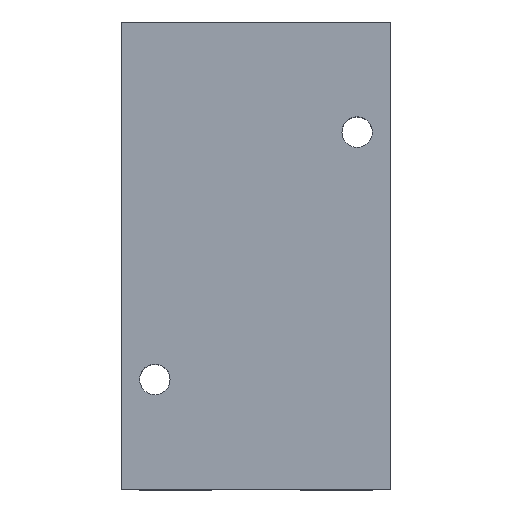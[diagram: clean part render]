
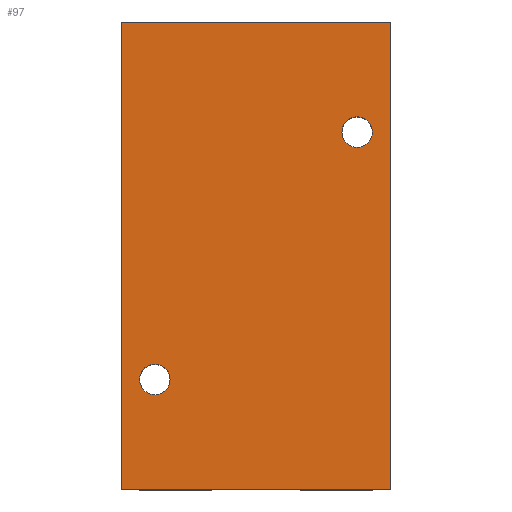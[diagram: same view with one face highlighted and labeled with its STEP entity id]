
A CAD part, top view. The second image highlights one B-rep face of the part: STEP entity #97.
In plain terms, the highlighted planar face has unit normal (0, 0, 1).
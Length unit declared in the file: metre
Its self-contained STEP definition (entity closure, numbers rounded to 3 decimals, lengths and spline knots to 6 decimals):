
#97 = ADVANCED_FACE( '', ( #212, #213, #214 ), #215, .T. );
#212 = FACE_BOUND( '', #345, .T. );
#213 = FACE_OUTER_BOUND( '', #346, .T. );
#214 = FACE_BOUND( '', #347, .T. );
#215 = PLANE( '', #348 );
#345 = EDGE_LOOP( '', ( #569 ) );
#346 = EDGE_LOOP( '', ( #570, #571, #572, #573 ) );
#347 = EDGE_LOOP( '', ( #574 ) );
#348 = AXIS2_PLACEMENT_3D( '', #575, #576, #577 );
#569 = ORIENTED_EDGE( '', *, *, #792, .T. );
#570 = ORIENTED_EDGE( '', *, *, #793, .F. );
#571 = ORIENTED_EDGE( '', *, *, #728, .F. );
#572 = ORIENTED_EDGE( '', *, *, #756, .T. );
#573 = ORIENTED_EDGE( '', *, *, #794, .T. );
#574 = ORIENTED_EDGE( '', *, *, #786, .T. );
#575 = CARTESIAN_POINT( '', ( -0.03, -0.052, 0.034 ) );
#576 = DIRECTION( '', ( 0., 0., 1. ) );
#577 = DIRECTION( '', ( 1., 0., 0. ) );
#728 = EDGE_CURVE( '', #858, #860, #861, .T. );
#756 = EDGE_CURVE( '', #858, #904, #906, .T. );
#786 = EDGE_CURVE( '', #951, #951, #952, .T. );
#792 = EDGE_CURVE( '', #960, #960, #961, .T. );
#793 = EDGE_CURVE( '', #860, #962, #963, .T. );
#794 = EDGE_CURVE( '', #904, #962, #964, .T. );
#858 = VERTEX_POINT( '', #1102 );
#860 = VERTEX_POINT( '', #1105 );
#861 = LINE( '', #1106, #1107 );
#904 = VERTEX_POINT( '', #1163 );
#906 = LINE( '', #1166, #1167 );
#951 = VERTEX_POINT( '', #1280 );
#952 = CIRCLE( '', #1281, 0.0034 );
#960 = VERTEX_POINT( '', #1295 );
#961 = CIRCLE( '', #1296, 0.0034 );
#962 = VERTEX_POINT( '', #1297 );
#963 = LINE( '', #1298, #1299 );
#964 = LINE( '', #1300, #1301 );
#1102 = CARTESIAN_POINT( '', ( -0.03, -0.052, 0.034 ) );
#1105 = CARTESIAN_POINT( '', ( -0.03, 0.052, 0.034 ) );
#1106 = CARTESIAN_POINT( '', ( -0.03, -0.052, 0.034 ) );
#1107 = VECTOR( '', #1427, 1. );
#1163 = CARTESIAN_POINT( '', ( 0.03, -0.052, 0.034 ) );
#1166 = CARTESIAN_POINT( '', ( -0.03, -0.052, 0.034 ) );
#1167 = VECTOR( '', #1463, 1. );
#1280 = CARTESIAN_POINT( '', ( -0.0191, -0.0275, 0.034 ) );
#1281 = AXIS2_PLACEMENT_3D( '', #1494, #1495, #1496 );
#1295 = CARTESIAN_POINT( '', ( 0.0259, 0.0275, 0.034 ) );
#1296 = AXIS2_PLACEMENT_3D( '', #1500, #1501, #1502 );
#1297 = CARTESIAN_POINT( '', ( 0.03, 0.052, 0.034 ) );
#1298 = CARTESIAN_POINT( '', ( -0.03, 0.052, 0.034 ) );
#1299 = VECTOR( '', #1503, 1. );
#1300 = CARTESIAN_POINT( '', ( 0.03, -0.052, 0.034 ) );
#1301 = VECTOR( '', #1504, 1. );
#1427 = DIRECTION( '', ( 0., 1., 0. ) );
#1463 = DIRECTION( '', ( 1., 0., 0. ) );
#1494 = CARTESIAN_POINT( '', ( -0.0225, -0.0275, 0.034 ) );
#1495 = DIRECTION( '', ( 0., 0., -1. ) );
#1496 = DIRECTION( '', ( 1., 0., 0. ) );
#1500 = CARTESIAN_POINT( '', ( 0.0225, 0.0275, 0.034 ) );
#1501 = DIRECTION( '', ( 0., 0., -1. ) );
#1502 = DIRECTION( '', ( 1., 0., 0. ) );
#1503 = DIRECTION( '', ( 1., 0., 0. ) );
#1504 = DIRECTION( '', ( 0., 1., 0. ) );
